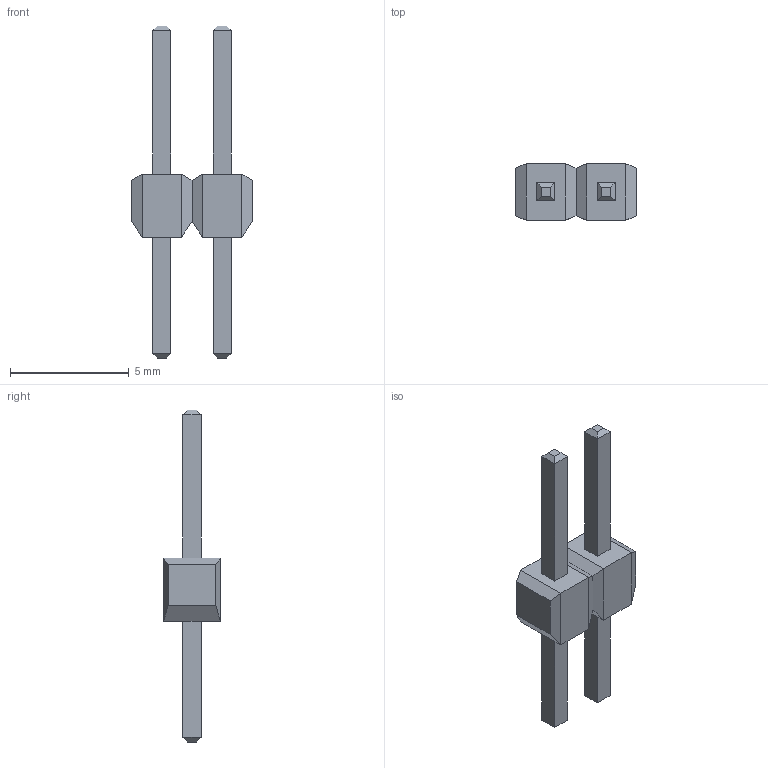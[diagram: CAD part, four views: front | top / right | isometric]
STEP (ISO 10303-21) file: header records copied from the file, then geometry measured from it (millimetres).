
FILE_DESCRIPTION(('STEP AP214'),'1');
FILE_NAME('77311-818-02LF_AMP','2024-01-28T06:02:29',(''),(''),'','','');
FILE_SCHEMA(('AUTOMOTIVE_DESIGN'));
Length unit declared in the file: millimetre
Products named in the file (1): product
Bounding box: 5.08 x 2.39 x 13.97 mm (x, y, z)
Volume: 42.5 mm3; surface area: 132.3 mm2
Topology: 5 solids, 5 shells, 66 faces, 132 edges, 76 vertices
Faces by surface type: plane 66
Entity records: 1722 total; most frequent: DIRECTION 266, ORIENTED_EDGE 264, CARTESIAN_POINT 143, EDGE_CURVE 132, LINE 132, VECTOR 132, VERTEX_POINT 76, AXIS2_PLACEMENT_3D 67
